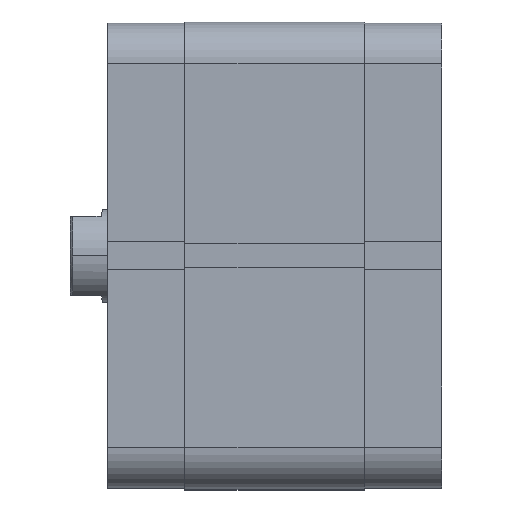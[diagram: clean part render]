
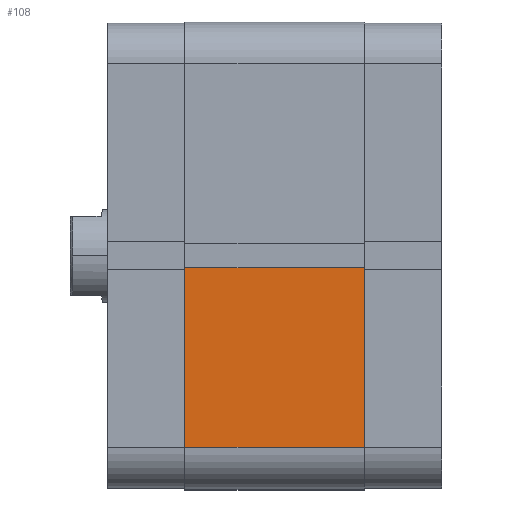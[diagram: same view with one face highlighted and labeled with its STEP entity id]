
A CAD part, top view. The second image highlights one B-rep face of the part: STEP entity #108.
In plain terms, the highlighted face is planar.
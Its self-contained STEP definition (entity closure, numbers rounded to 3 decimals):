
#108 = ADVANCED_FACE ( 'NONE', ( #5804 ), #743, .F. ) ;
#742 = CARTESIAN_POINT ( 'NONE',  ( 2.6, 50., 38.5 ) ) ;
#743 = PLANE ( 'NONE',  #1813 ) ;
#745 = DIRECTION ( 'NONE',  ( 0., -1., 0. ) ) ;
#746 = DIRECTION ( 'NONE',  ( 1., 0., 0. ) ) ;
#1813 = AXIS2_PLACEMENT_3D ( 'NONE', #742, #745, #746 ) ;
#2274 = ORIENTED_EDGE ( 'NONE', *, *, #6511, .T. ) ;
#2439 = ORIENTED_EDGE ( 'NONE', *, *, #6460, .T. ) ;
#2450 = ORIENTED_EDGE ( 'NONE', *, *, #6431, .F. ) ;
#2451 = ORIENTED_EDGE ( 'NONE', *, *, #6512, .F. ) ;
#2696 = VERTEX_POINT ( 'NONE', #3153 ) ;
#2736 = VERTEX_POINT ( 'NONE', #3193 ) ;
#2739 = VERTEX_POINT ( 'NONE', #3196 ) ;
#2865 = VERTEX_POINT ( 'NONE', #3321 ) ;
#3153 = CARTESIAN_POINT ( 'NONE',  ( 41., 50., 0. ) ) ;
#3193 = CARTESIAN_POINT ( 'NONE',  ( 2.6, 50., 38.5 ) ) ;
#3196 = CARTESIAN_POINT ( 'NONE',  ( 41., 50., 38.5 ) ) ;
#3321 = CARTESIAN_POINT ( 'NONE',  ( 2.6, 50., 0. ) ) ;
#3639 = CARTESIAN_POINT ( 'NONE',  ( 2.6, 50., 38.5 ) ) ;
#3640 = DIRECTION ( 'NONE',  ( -1., 0., 0. ) ) ;
#3705 = CARTESIAN_POINT ( 'NONE',  ( 2.6, 50., 0. ) ) ;
#3708 = DIRECTION ( 'NONE',  ( -1., 0., 0. ) ) ;
#3817 = CARTESIAN_POINT ( 'NONE',  ( 41., 50., 38.5 ) ) ;
#3818 = DIRECTION ( 'NONE',  ( 0., 0., -1. ) ) ;
#3819 = CARTESIAN_POINT ( 'NONE',  ( 2.6, 50., 38.5 ) ) ;
#3820 = DIRECTION ( 'NONE',  ( 0., 0., -1. ) ) ;
#4383 = LINE ( 'NONE', #3639, #4400 ) ;
#4400 = VECTOR ( 'NONE', #3640, 1000. ) ;
#4462 = LINE ( 'NONE', #3705, #4466 ) ;
#4466 = VECTOR ( 'NONE', #3708, 1000. ) ;
#4559 = LINE ( 'NONE', #3817, #4560 ) ;
#4560 = VECTOR ( 'NONE', #3818, 1000. ) ;
#4561 = LINE ( 'NONE', #3819, #4562 ) ;
#4562 = VECTOR ( 'NONE', #3820, 1000. ) ;
#4865 = EDGE_LOOP ( 'NONE', ( #2439, #2451, #2450, #2274 ) ) ;
#5804 = FACE_OUTER_BOUND ( 'NONE', #4865, .T. ) ;
#6431 = EDGE_CURVE ( 'NONE', #2739, #2736, #4383, .T. ) ;
#6460 = EDGE_CURVE ( 'NONE', #2696, #2865, #4462, .T. ) ;
#6511 = EDGE_CURVE ( 'NONE', #2739, #2696, #4559, .T. ) ;
#6512 = EDGE_CURVE ( 'NONE', #2736, #2865, #4561, .T. ) ;
